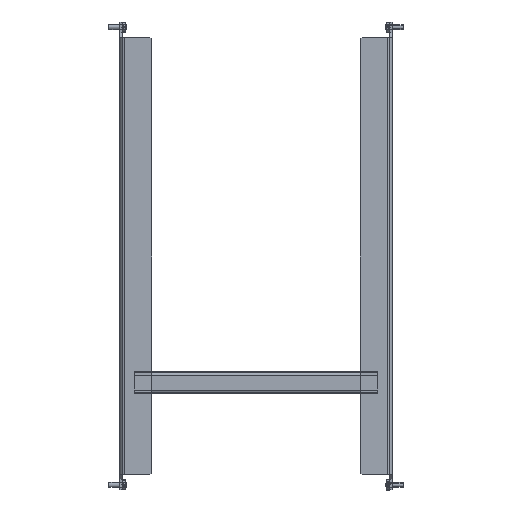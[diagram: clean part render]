
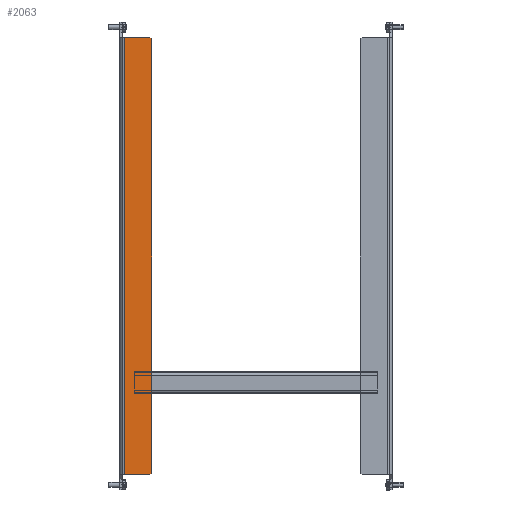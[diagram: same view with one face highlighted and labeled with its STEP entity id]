
A CAD part, front view. The second image highlights one B-rep face of the part: STEP entity #2063.
In plain terms, the highlighted planar face has unit normal (0, -1, 0).
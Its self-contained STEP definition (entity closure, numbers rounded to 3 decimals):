
#257 = EDGE_CURVE ( 'NONE', #8903, #7348, #3836, .T. ) ;
#398 = ORIENTED_EDGE ( 'NONE', *, *, #4827, .T. ) ;
#444 = CARTESIAN_POINT ( 'NONE',  ( 6., 0., 280. ) ) ;
#747 = CARTESIAN_POINT ( 'NONE',  ( 38., 0., -260. ) ) ;
#1275 = DIRECTION ( 'NONE',  ( 0., 0., 1. ) ) ;
#1549 = VECTOR ( 'NONE', #13329, 1000. ) ;
#1655 = CARTESIAN_POINT ( 'NONE',  ( 6., 0., 262. ) ) ;
#1828 = LINE ( 'NONE', #12608, #8273 ) ;
#1843 = VERTEX_POINT ( 'NONE', #7374 ) ;
#1847 = DIRECTION ( 'NONE',  ( -1., 0., 0. ) ) ;
#1964 = EDGE_CURVE ( 'NONE', #1843, #13244, #12913, .T. ) ;
#2017 = VECTOR ( 'NONE', #1847, 1000. ) ;
#2063 = ADVANCED_FACE ( 'NONE', ( #5450 ), #12131, .F. ) ;
#2525 = ORIENTED_EDGE ( 'NONE', *, *, #3177, .T. ) ;
#2907 = EDGE_CURVE ( 'NONE', #7348, #13244, #9024, .T. ) ;
#3124 = VECTOR ( 'NONE', #6895, 1000. ) ;
#3177 = EDGE_CURVE ( 'NONE', #1843, #10856, #4675, .T. ) ;
#3530 = EDGE_CURVE ( 'NONE', #10217, #10856, #7289, .T. ) ;
#3836 = LINE ( 'NONE', #8303, #2017 ) ;
#4675 = LINE ( 'NONE', #13120, #1549 ) ;
#4827 = EDGE_CURVE ( 'NONE', #10217, #8903, #1828, .T. ) ;
#5450 = FACE_OUTER_BOUND ( 'NONE', #12572, .T. ) ;
#5807 = VECTOR ( 'NONE', #11987, 1000. ) ;
#6495 = VECTOR ( 'NONE', #10555, 1000. ) ;
#6895 = DIRECTION ( 'NONE',  ( 0., 0., -1. ) ) ;
#7289 = LINE ( 'NONE', #12756, #6495 ) ;
#7348 = VERTEX_POINT ( 'NONE', #1655 ) ;
#7374 = CARTESIAN_POINT ( 'NONE',  ( 36., 0., -262. ) ) ;
#7799 = CARTESIAN_POINT ( 'NONE',  ( 38., 0., -262. ) ) ;
#7870 = DIRECTION ( 'NONE',  ( 0., 1., 0. ) ) ;
#7928 = CARTESIAN_POINT ( 'NONE',  ( 36., 0., 262. ) ) ;
#8149 = CARTESIAN_POINT ( 'NONE',  ( 6., 0., -262. ) ) ;
#8273 = VECTOR ( 'NONE', #11548, 1000. ) ;
#8303 = CARTESIAN_POINT ( 'NONE',  ( 38., 0., 262. ) ) ;
#8857 = CARTESIAN_POINT ( 'NONE',  ( 0., 0., 280. ) ) ;
#8903 = VERTEX_POINT ( 'NONE', #7928 ) ;
#9024 = LINE ( 'NONE', #444, #3124 ) ;
#9058 = ORIENTED_EDGE ( 'NONE', *, *, #1964, .F. ) ;
#9063 = CARTESIAN_POINT ( 'NONE',  ( 38., 0., 260. ) ) ;
#9292 = ORIENTED_EDGE ( 'NONE', *, *, #257, .T. ) ;
#10217 = VERTEX_POINT ( 'NONE', #9063 ) ;
#10555 = DIRECTION ( 'NONE',  ( 0., 0., -1. ) ) ;
#10576 = AXIS2_PLACEMENT_3D ( 'NONE', #8857, #7870, #1275 ) ;
#10856 = VERTEX_POINT ( 'NONE', #747 ) ;
#10908 = ORIENTED_EDGE ( 'NONE', *, *, #2907, .T. ) ;
#11548 = DIRECTION ( 'NONE',  ( -0.707, 0., 0.707 ) ) ;
#11987 = DIRECTION ( 'NONE',  ( -1., 0., 0. ) ) ;
#12131 = PLANE ( 'NONE',  #10576 ) ;
#12572 = EDGE_LOOP ( 'NONE', ( #9058, #2525, #13054, #398, #9292, #10908 ) ) ;
#12608 = CARTESIAN_POINT ( 'NONE',  ( 38., 0., 260. ) ) ;
#12756 = CARTESIAN_POINT ( 'NONE',  ( 38., 0., 280. ) ) ;
#12913 = LINE ( 'NONE', #7799, #5807 ) ;
#13054 = ORIENTED_EDGE ( 'NONE', *, *, #3530, .F. ) ;
#13120 = CARTESIAN_POINT ( 'NONE',  ( 38., 0., -260. ) ) ;
#13244 = VERTEX_POINT ( 'NONE', #8149 ) ;
#13329 = DIRECTION ( 'NONE',  ( 0.707, 0., 0.707 ) ) ;
